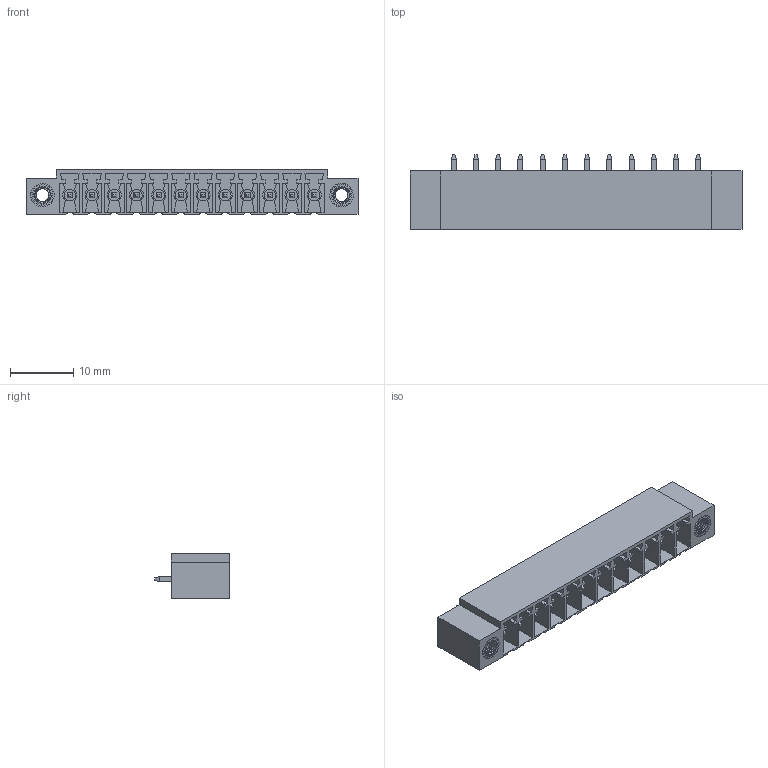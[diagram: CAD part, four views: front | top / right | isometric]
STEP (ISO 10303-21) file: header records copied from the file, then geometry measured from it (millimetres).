
FILE_DESCRIPTION(/* description */ ('Unknown'),/* implementation_level */ '2;1');
FILE_NAME(/* name */ '691701130012B',/* time_stamp */ '2023-12-14T15:52:52+01:00',/* author */ ('Unknown'),/* organization */ ('Unknown'),/* preprocessor_version */ 'ST-DEVELOPER v18.102',/* originating_system */ 'Solid Edge',/* authorisation */ 'Unknown');
FILE_SCHEMA (('AP203_CONFIGURATION_CONTROLLED_3D_DESIGN_OF_MECHANICAL_PARTS_AND_ASSEMBLIES_MIM_LF { 1 0 10303 203 3 1 4 }','AUTOMOTIVE_DESIGN { 1 0 10303 214 3 1 1 }','AUTOMOTIVE_DESIGN {1 0 10303 214 3 1 1}'));
Length unit declared in the file: millimetre
Products named in the file (4): 6917011300xxB; 691701130012B; 6917011300xxB_Flange; 6917011300xxB_Pin
Assembly tree (15 placements, depth 2):
  6917011300xxB
    691701130012B
    6917011300xxB_Flange  x2
    6917011300xxB_Pin  x12
Bounding box: 52.3 x 11.81 x 7 mm (x, y, z)
Volume: 1691.8 mm3; surface area: 4828.2 mm2
Topology: 15 solids, 15 shells, 1038 faces, 2928 edges, 1908 vertices
Faces by surface type: plane 902, cylinder 126, bspline 6, cone 4
Full cylindrical faces by diameter (mm): 1.25 x12, 1.8 x12, 2.8 x2
Entity records: 28047 total; most frequent: CARTESIAN_POINT 6921, ORIENTED_EDGE 4522, DIRECTION 4078, EDGE_CURVE 2261, LINE 2010, VECTOR 2010, VERTEX_POINT 1502, AXIS2_PLACEMENT_3D 1034
